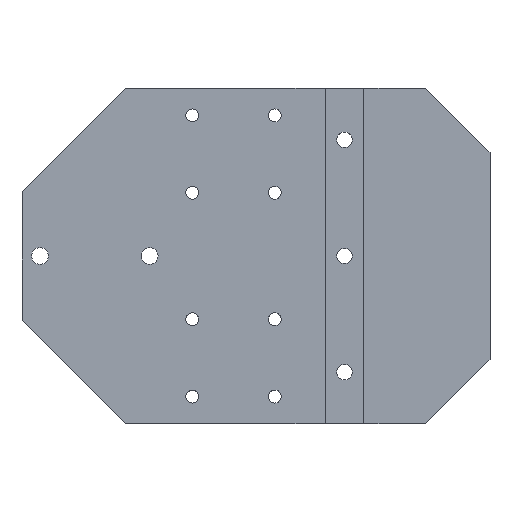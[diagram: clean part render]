
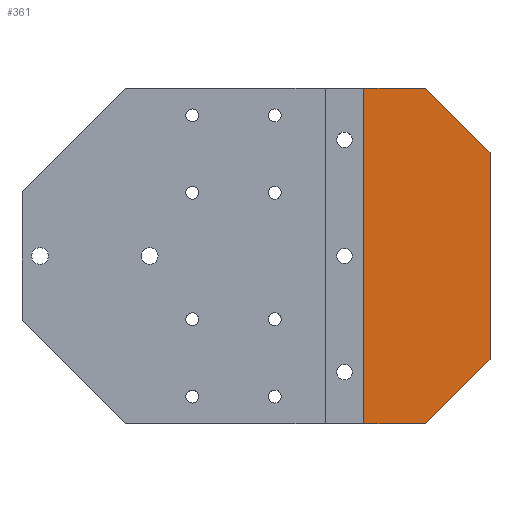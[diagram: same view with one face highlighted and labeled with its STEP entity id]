
A CAD part, top view. The second image highlights one B-rep face of the part: STEP entity #361.
In plain terms, the highlighted planar face has unit normal (0, 0, 1).
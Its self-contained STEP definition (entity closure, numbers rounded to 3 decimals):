
#19 = EDGE_CURVE ( 'NONE', #96, #403, #1375, .T. ) ;
#20 = DIRECTION ( 'NONE',  ( 1., 0., 0. ) ) ;
#83 = EDGE_LOOP ( 'NONE', ( #1429, #1247, #1078, #468, #1378, #574 ) ) ;
#96 = VERTEX_POINT ( 'NONE', #942 ) ;
#184 = CARTESIAN_POINT ( 'NONE',  ( -13.2, -76., 20. ) ) ;
#243 = CARTESIAN_POINT ( 'NONE',  ( 10.7, -76., 20. ) ) ;
#321 = CARTESIAN_POINT ( 'NONE',  ( -13.2, -76., 20. ) ) ;
#361 = ADVANCED_FACE ( 'NONE', ( #847 ), #577, .T. ) ;
#393 = EDGE_CURVE ( 'NONE', #403, #783, #780, .T. ) ;
#403 = VERTEX_POINT ( 'NONE', #575 ) ;
#408 = EDGE_CURVE ( 'NONE', #586, #783, #520, .T. ) ;
#415 = LINE ( 'NONE', #977, #1258 ) ;
#468 = ORIENTED_EDGE ( 'NONE', *, *, #761, .F. ) ;
#484 = VECTOR ( 'NONE', #1381, 1000. ) ;
#520 = LINE ( 'NONE', #1033, #1363 ) ;
#560 = EDGE_CURVE ( 'NONE', #1445, #1335, #914, .T. ) ;
#574 = ORIENTED_EDGE ( 'NONE', *, *, #393, .T. ) ;
#575 = CARTESIAN_POINT ( 'NONE',  ( 35.7, 29., 20. ) ) ;
#577 = PLANE ( 'NONE',  #1313 ) ;
#586 = VERTEX_POINT ( 'NONE', #1401 ) ;
#610 = VECTOR ( 'NONE', #833, 1000. ) ;
#760 = VECTOR ( 'NONE', #1356, 1000. ) ;
#761 = EDGE_CURVE ( 'NONE', #96, #1445, #415, .T. ) ;
#780 = LINE ( 'NONE', #1065, #484 ) ;
#783 = VERTEX_POINT ( 'NONE', #1097 ) ;
#833 = DIRECTION ( 'NONE',  ( -1., 0., 0. ) ) ;
#834 = EDGE_CURVE ( 'NONE', #1335, #586, #1188, .T. ) ;
#843 = DIRECTION ( 'NONE',  ( 0., 1., 0. ) ) ;
#847 = FACE_OUTER_BOUND ( 'NONE', #83, .T. ) ;
#877 = VECTOR ( 'NONE', #843, 1000. ) ;
#908 = DIRECTION ( 'NONE',  ( 0., 0., 1. ) ) ;
#914 = LINE ( 'NONE', #243, #610 ) ;
#942 = CARTESIAN_POINT ( 'NONE',  ( 35.7, -51., 20. ) ) ;
#977 = CARTESIAN_POINT ( 'NONE',  ( 35.7, -51., 20. ) ) ;
#981 = DIRECTION ( 'NONE',  ( -0.707, -0.707, 0. ) ) ;
#1033 = CARTESIAN_POINT ( 'NONE',  ( -105.7, 54., 20. ) ) ;
#1038 = CARTESIAN_POINT ( 'NONE',  ( 0., 0., 20. ) ) ;
#1065 = CARTESIAN_POINT ( 'NONE',  ( 15.7, 49., 20. ) ) ;
#1078 = ORIENTED_EDGE ( 'NONE', *, *, #560, .F. ) ;
#1097 = CARTESIAN_POINT ( 'NONE',  ( 10.7, 54., 20. ) ) ;
#1188 = LINE ( 'NONE', #184, #877 ) ;
#1247 = ORIENTED_EDGE ( 'NONE', *, *, #834, .F. ) ;
#1258 = VECTOR ( 'NONE', #981, 1000. ) ;
#1259 = DIRECTION ( 'NONE',  ( 1., 0., 0. ) ) ;
#1313 = AXIS2_PLACEMENT_3D ( 'NONE', #1038, #908, #20 ) ;
#1335 = VERTEX_POINT ( 'NONE', #321 ) ;
#1356 = DIRECTION ( 'NONE',  ( 0., 1., 0. ) ) ;
#1363 = VECTOR ( 'NONE', #1259, 1000. ) ;
#1367 = CARTESIAN_POINT ( 'NONE',  ( 35.7, -11., 20. ) ) ;
#1375 = LINE ( 'NONE', #1367, #760 ) ;
#1378 = ORIENTED_EDGE ( 'NONE', *, *, #19, .T. ) ;
#1381 = DIRECTION ( 'NONE',  ( -0.707, 0.707, 0. ) ) ;
#1385 = CARTESIAN_POINT ( 'NONE',  ( 10.7, -76., 20. ) ) ;
#1401 = CARTESIAN_POINT ( 'NONE',  ( -13.2, 54., 20. ) ) ;
#1429 = ORIENTED_EDGE ( 'NONE', *, *, #408, .F. ) ;
#1445 = VERTEX_POINT ( 'NONE', #1385 ) ;
